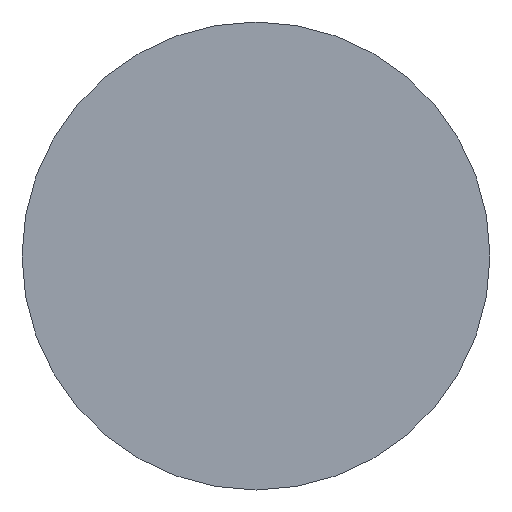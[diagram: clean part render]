
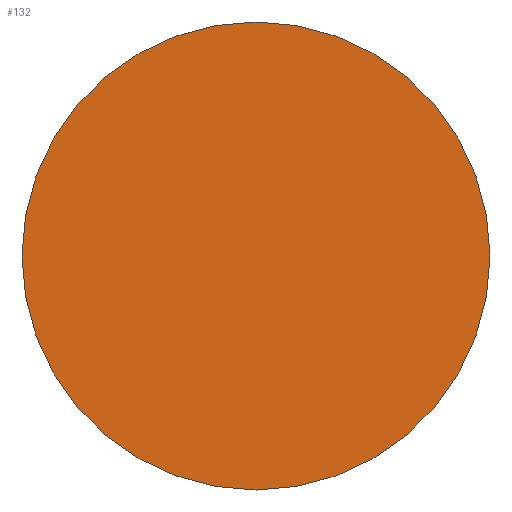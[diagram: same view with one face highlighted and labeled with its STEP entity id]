
A CAD part, left-side view. The second image highlights one B-rep face of the part: STEP entity #132.
In plain terms, the highlighted planar face has unit normal (-1, 0, 0).
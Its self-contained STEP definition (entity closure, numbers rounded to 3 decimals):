
#10 = FACE_OUTER_BOUND ( 'NONE', #123, .T. ) ;
#22 = VERTEX_POINT ( 'NONE', #172 ) ;
#24 = DIRECTION ( 'NONE',  ( 0., 0., -1. ) ) ;
#32 = ORIENTED_EDGE ( 'NONE', *, *, #102, .T. ) ;
#38 = DIRECTION ( 'NONE',  ( -1., 0., 0. ) ) ;
#46 = EDGE_CURVE ( 'NONE', #57, #22, #49, .T. ) ;
#49 = CIRCLE ( 'NONE', #178, 5. ) ;
#56 = CARTESIAN_POINT ( 'NONE',  ( 423.051, -26.54, 0. ) ) ;
#57 = VERTEX_POINT ( 'NONE', #122 ) ;
#66 = PLANE ( 'NONE',  #143 ) ;
#72 = CIRCLE ( 'NONE', #88, 5. ) ;
#80 = DIRECTION ( 'NONE',  ( 0., 0., 1. ) ) ;
#81 = DIRECTION ( 'NONE',  ( -1., 0., 0. ) ) ;
#88 = AXIS2_PLACEMENT_3D ( 'NONE', #56, #38, #136 ) ;
#90 = CARTESIAN_POINT ( 'NONE',  ( 423.051, -26.54, 0. ) ) ;
#91 = ORIENTED_EDGE ( 'NONE', *, *, #46, .T. ) ;
#102 = EDGE_CURVE ( 'NONE', #22, #57, #72, .T. ) ;
#106 = DIRECTION ( 'NONE',  ( 1., 0., 0. ) ) ;
#122 = CARTESIAN_POINT ( 'NONE',  ( 423.051, -26.54, -5. ) ) ;
#123 = EDGE_LOOP ( 'NONE', ( #32, #91 ) ) ;
#132 = ADVANCED_FACE ( 'NONE', ( #10 ), #66, .F. ) ;
#136 = DIRECTION ( 'NONE',  ( 0., 0., 1. ) ) ;
#143 = AXIS2_PLACEMENT_3D ( 'NONE', #90, #106, #24 ) ;
#172 = CARTESIAN_POINT ( 'NONE',  ( 423.051, -26.54, 5. ) ) ;
#175 = CARTESIAN_POINT ( 'NONE',  ( 423.051, -26.54, 0. ) ) ;
#178 = AXIS2_PLACEMENT_3D ( 'NONE', #175, #81, #80 ) ;
